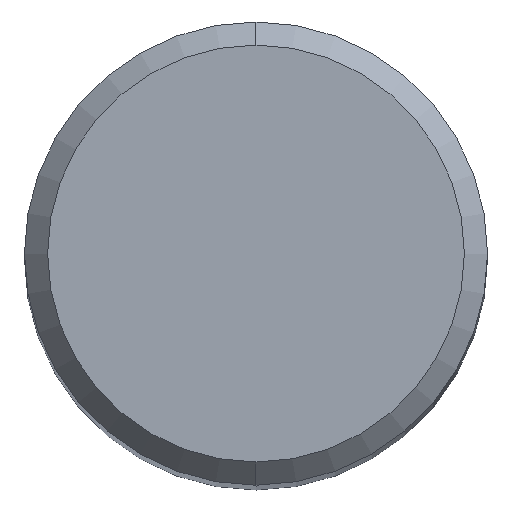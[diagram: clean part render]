
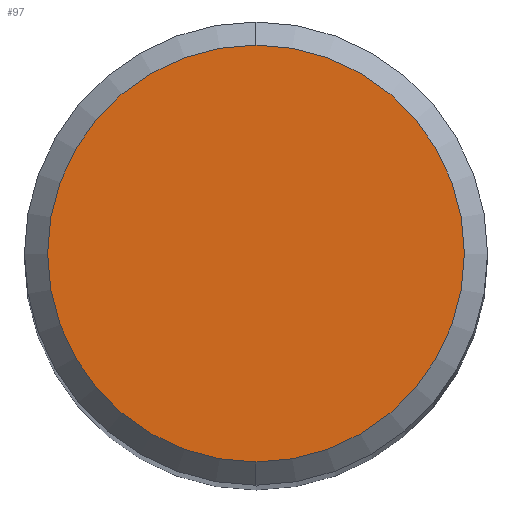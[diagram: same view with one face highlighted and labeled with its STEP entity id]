
A CAD part, top view. The second image highlights one B-rep face of the part: STEP entity #97.
In plain terms, the highlighted planar face has unit normal (0, 0, 1).
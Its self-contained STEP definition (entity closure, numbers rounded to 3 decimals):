
#97=ADVANCED_FACE('',(#181),#182,.T.);
#181=FACE_OUTER_BOUND('',#276,.T.);
#182=PLANE('',#277);
#276=EDGE_LOOP('',(#375,#376));
#277=AXIS2_PLACEMENT_3D('',#377,#378,#379);
#375=ORIENTED_EDGE('',*,*,#470,.F.);
#376=ORIENTED_EDGE('',*,*,#473,.F.);
#377=CARTESIAN_POINT('',(0.,1.35,36.0));
#378=DIRECTION('',(0.,0.0,1.0));
#379=DIRECTION('',(0.0,-1.0,0.0));
#470=EDGE_CURVE('',#535,#537,#538,.T.);
#473=EDGE_CURVE('',#537,#535,#541,.T.);
#535=VERTEX_POINT('',#601);
#537=VERTEX_POINT('',#604);
#538=CIRCLE('',#605,2.7);
#541=CIRCLE('',#609,2.7);
#601=CARTESIAN_POINT('',(0.,2.7,36.0));
#604=CARTESIAN_POINT('',(0.,-2.7,36.0));
#605=AXIS2_PLACEMENT_3D('',#654,#655,#656);
#609=AXIS2_PLACEMENT_3D('',#658,#659,#660);
#654=CARTESIAN_POINT('',(0.,0.0,36.0));
#655=DIRECTION('',(0.,0.0,-1.0));
#656=DIRECTION('',(0.0,1.0,0.0));
#658=CARTESIAN_POINT('',(0.,0.0,36.0));
#659=DIRECTION('',(0.,0.0,-1.0));
#660=DIRECTION('',(0.0,1.0,0.0));
